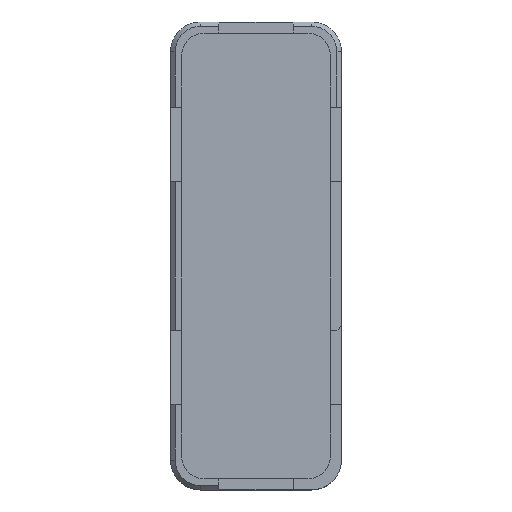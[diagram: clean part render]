
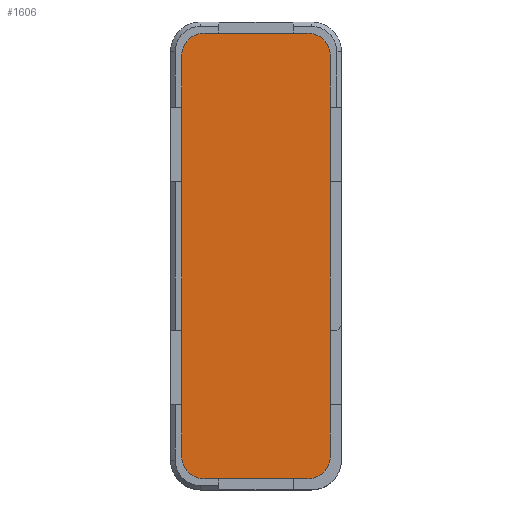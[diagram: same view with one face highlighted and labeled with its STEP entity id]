
A CAD part, top view. The second image highlights one B-rep face of the part: STEP entity #1606.
In plain terms, the highlighted planar face has unit normal (0, 0, 1).
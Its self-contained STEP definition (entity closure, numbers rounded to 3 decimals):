
#1039 = VERTEX_POINT('',#1040);
#1040 = CARTESIAN_POINT('',(-7.,30.,2.));
#1046 = EDGE_CURVE('',#1039,#1047,#1049,.T.);
#1047 = VERTEX_POINT('',#1048);
#1048 = CARTESIAN_POINT('',(7.,30.,2.));
#1049 = LINE('',#1050,#1051);
#1050 = CARTESIAN_POINT('',(-7.,30.,2.));
#1051 = VECTOR('',#1052,1.);
#1052 = DIRECTION('',(1.,0.,0.));
#1071 = EDGE_CURVE('',#1039,#1072,#1074,.T.);
#1072 = VERTEX_POINT('',#1073);
#1073 = CARTESIAN_POINT('',(-10.,27.,2.));
#1074 = CIRCLE('',#1075,3.);
#1075 = AXIS2_PLACEMENT_3D('',#1076,#1077,#1078);
#1076 = CARTESIAN_POINT('',(-7.,27.,2.));
#1077 = DIRECTION('',(0.,0.,1.));
#1078 = DIRECTION('',(1.,0.,0.));
#1104 = VERTEX_POINT('',#1105);
#1105 = CARTESIAN_POINT('',(-10.,-27.,2.));
#1111 = EDGE_CURVE('',#1104,#1072,#1112,.T.);
#1112 = LINE('',#1113,#1114);
#1113 = CARTESIAN_POINT('',(-10.,-27.,2.));
#1114 = VECTOR('',#1115,1.);
#1115 = DIRECTION('',(0.,1.,0.));
#1550 = VERTEX_POINT('',#1551);
#1551 = CARTESIAN_POINT('',(10.,27.,2.));
#1557 = EDGE_CURVE('',#1550,#1558,#1560,.T.);
#1558 = VERTEX_POINT('',#1559);
#1559 = CARTESIAN_POINT('',(10.,-27.,2.));
#1560 = LINE('',#1561,#1562);
#1561 = CARTESIAN_POINT('',(10.,27.,2.));
#1562 = VECTOR('',#1563,1.);
#1563 = DIRECTION('',(0.,-1.,0.));
#1593 = EDGE_CURVE('',#1550,#1047,#1594,.T.);
#1594 = CIRCLE('',#1595,3.);
#1595 = AXIS2_PLACEMENT_3D('',#1596,#1597,#1598);
#1596 = CARTESIAN_POINT('',(7.,27.,2.));
#1597 = DIRECTION('',(0.,0.,1.));
#1598 = DIRECTION('',(1.,0.,0.));
#1606 = ADVANCED_FACE('',(#1607),#1638,.T.);
#1607 = FACE_BOUND('',#1608,.T.);
#1608 = EDGE_LOOP('',(#1609,#1610,#1611,#1620,#1628,#1635,#1636,#1637));
#1609 = ORIENTED_EDGE('',*,*,#1071,.T.);
#1610 = ORIENTED_EDGE('',*,*,#1111,.F.);
#1611 = ORIENTED_EDGE('',*,*,#1612,.T.);
#1612 = EDGE_CURVE('',#1104,#1613,#1615,.T.);
#1613 = VERTEX_POINT('',#1614);
#1614 = CARTESIAN_POINT('',(-7.,-30.,2.));
#1615 = CIRCLE('',#1616,3.);
#1616 = AXIS2_PLACEMENT_3D('',#1617,#1618,#1619);
#1617 = CARTESIAN_POINT('',(-7.,-27.,2.));
#1618 = DIRECTION('',(0.,0.,1.));
#1619 = DIRECTION('',(1.,0.,0.));
#1620 = ORIENTED_EDGE('',*,*,#1621,.F.);
#1621 = EDGE_CURVE('',#1622,#1613,#1624,.T.);
#1622 = VERTEX_POINT('',#1623);
#1623 = CARTESIAN_POINT('',(7.,-30.,2.));
#1624 = LINE('',#1625,#1626);
#1625 = CARTESIAN_POINT('',(7.,-30.,2.));
#1626 = VECTOR('',#1627,1.);
#1627 = DIRECTION('',(-1.,0.,0.));
#1628 = ORIENTED_EDGE('',*,*,#1629,.T.);
#1629 = EDGE_CURVE('',#1622,#1558,#1630,.T.);
#1630 = CIRCLE('',#1631,3.);
#1631 = AXIS2_PLACEMENT_3D('',#1632,#1633,#1634);
#1632 = CARTESIAN_POINT('',(7.,-27.,2.));
#1633 = DIRECTION('',(0.,0.,1.));
#1634 = DIRECTION('',(1.,0.,0.));
#1635 = ORIENTED_EDGE('',*,*,#1557,.F.);
#1636 = ORIENTED_EDGE('',*,*,#1593,.T.);
#1637 = ORIENTED_EDGE('',*,*,#1046,.F.);
#1638 = PLANE('',#1639);
#1639 = AXIS2_PLACEMENT_3D('',#1640,#1641,#1642);
#1640 = CARTESIAN_POINT('',(0.,0.,2.));
#1641 = DIRECTION('',(0.,0.,1.));
#1642 = DIRECTION('',(1.,0.,0.));
